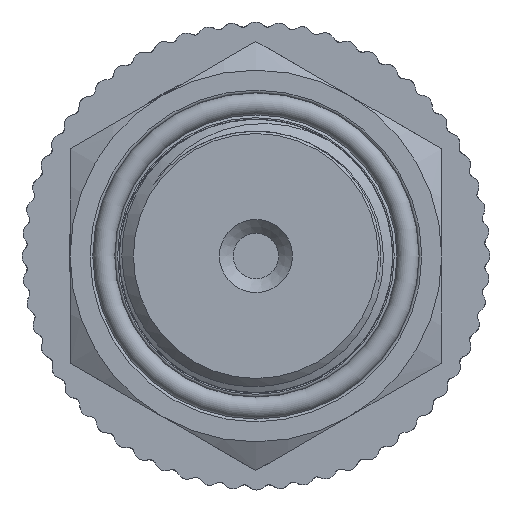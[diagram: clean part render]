
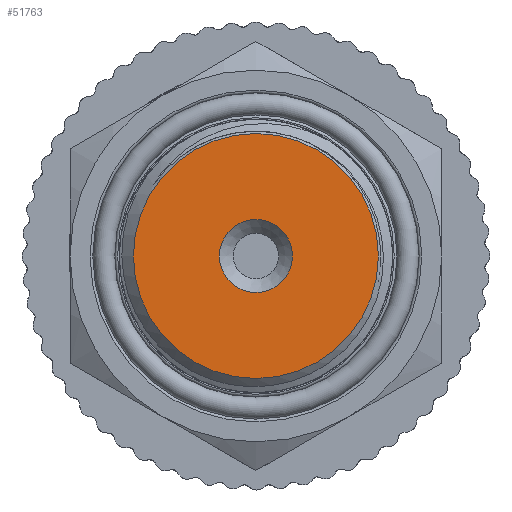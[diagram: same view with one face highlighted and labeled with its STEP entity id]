
A CAD part, left-side view. The second image highlights one B-rep face of the part: STEP entity #51763.
In plain terms, the highlighted face is planar.
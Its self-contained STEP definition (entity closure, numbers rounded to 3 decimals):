
#1067=FACE_BOUND('',#8375,.T.);
#2959=PLANE('',#55820);
#5646=FACE_OUTER_BOUND('',#8374,.T.);
#8374=EDGE_LOOP('',(#48217));
#8375=EDGE_LOOP('',(#48218));
#9208=CIRCLE('',#55793,8.9);
#9220=CIRCLE('',#55821,2.65);
#24737=VERTEX_POINT('',#111060);
#24758=VERTEX_POINT('',#113457);
#32549=EDGE_CURVE('',#24737,#24737,#9208,.T.);
#32593=EDGE_CURVE('',#24758,#24758,#9220,.T.);
#48217=ORIENTED_EDGE('',*,*,#32549,.T.);
#48218=ORIENTED_EDGE('',*,*,#32593,.F.);
#51763=ADVANCED_FACE('',(#5646,#1067),#2959,.T.);
#55793=AXIS2_PLACEMENT_3D('',#111062,#67992,#67993);
#55820=AXIS2_PLACEMENT_3D('',#113456,#68051,#68052);
#55821=AXIS2_PLACEMENT_3D('',#113458,#68053,#68054);
#67992=DIRECTION('center_axis',(1.,0.,0.));
#67993=DIRECTION('ref_axis',(0.,1.,0.));
#68051=DIRECTION('center_axis',(1.,0.,0.));
#68052=DIRECTION('ref_axis',(0.,0.,-1.));
#68053=DIRECTION('center_axis',(1.,0.,0.));
#68054=DIRECTION('ref_axis',(0.,0.,-1.));
#111060=CARTESIAN_POINT('',(0.,-8.9,0.));
#111062=CARTESIAN_POINT('Origin',(0.,0.,0.));
#113456=CARTESIAN_POINT('Origin',(0.,2.65,0.));
#113457=CARTESIAN_POINT('',(0.,-2.65,0.));
#113458=CARTESIAN_POINT('Origin',(0.,0.,
0.));
